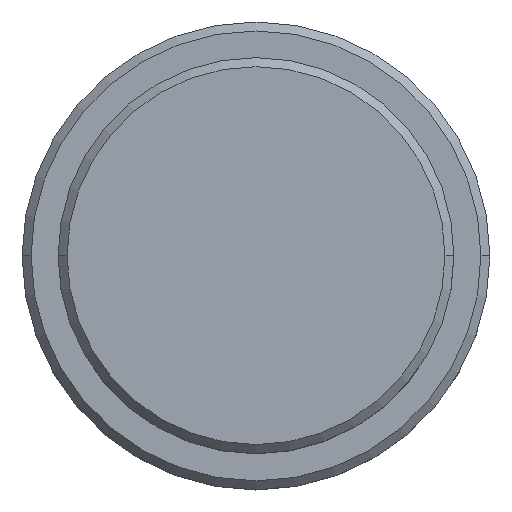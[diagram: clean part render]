
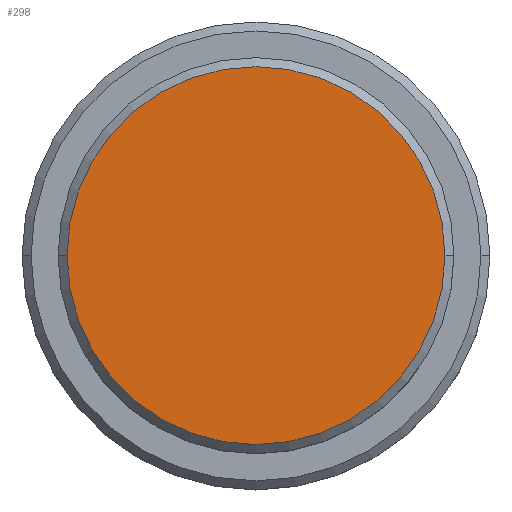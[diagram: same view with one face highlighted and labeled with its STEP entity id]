
A CAD part, top view. The second image highlights one B-rep face of the part: STEP entity #298.
In plain terms, the highlighted planar face has unit normal (0, 0, 1).
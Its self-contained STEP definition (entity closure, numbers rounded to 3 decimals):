
#125 = EDGE_CURVE ( 'NONE', #925, #974, #787, .T. ) ;
#298 = ADVANCED_FACE ( 'NONE', ( #1035 ), #400, .T. ) ;
#319 = AXIS2_PLACEMENT_3D ( 'NONE', #424, #835, #1053 ) ;
#392 = DIRECTION ( 'NONE',  ( 1., 0., 0. ) ) ;
#400 = PLANE ( 'NONE',  #970 ) ;
#424 = CARTESIAN_POINT ( 'NONE',  ( 0., 0., 0. ) ) ;
#466 = ORIENTED_EDGE ( 'NONE', *, *, #775, .T. ) ;
#487 = DIRECTION ( 'NONE',  ( 1., 0., 0. ) ) ;
#492 = DIRECTION ( 'NONE',  ( 0., 0., 1. ) ) ;
#605 = ORIENTED_EDGE ( 'NONE', *, *, #125, .T. ) ;
#656 = CARTESIAN_POINT ( 'NONE',  ( 10.5, 0., 0. ) ) ;
#690 = EDGE_LOOP ( 'NONE', ( #466, #605 ) ) ;
#765 = CIRCLE ( 'NONE', #1300, 10.5 ) ;
#775 = EDGE_CURVE ( 'NONE', #974, #925, #765, .T. ) ;
#787 = CIRCLE ( 'NONE', #319, 10.5 ) ;
#820 = CARTESIAN_POINT ( 'NONE',  ( 0., 0., 0. ) ) ;
#835 = DIRECTION ( 'NONE',  ( 0., 0., 1. ) ) ;
#925 = VERTEX_POINT ( 'NONE', #656 ) ;
#970 = AXIS2_PLACEMENT_3D ( 'NONE', #820, #1350, #487 ) ;
#974 = VERTEX_POINT ( 'NONE', #1335 ) ;
#1035 = FACE_OUTER_BOUND ( 'NONE', #690, .T. ) ;
#1053 = DIRECTION ( 'NONE',  ( 1., 0., 0. ) ) ;
#1300 = AXIS2_PLACEMENT_3D ( 'NONE', #1349, #492, #392 ) ;
#1335 = CARTESIAN_POINT ( 'NONE',  ( -10.5, 0., 0. ) ) ;
#1349 = CARTESIAN_POINT ( 'NONE',  ( 0., 0., 0. ) ) ;
#1350 = DIRECTION ( 'NONE',  ( 0., 0., 1. ) ) ;
